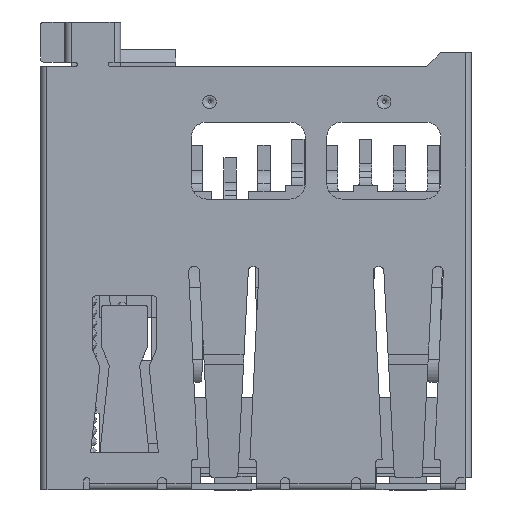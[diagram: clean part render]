
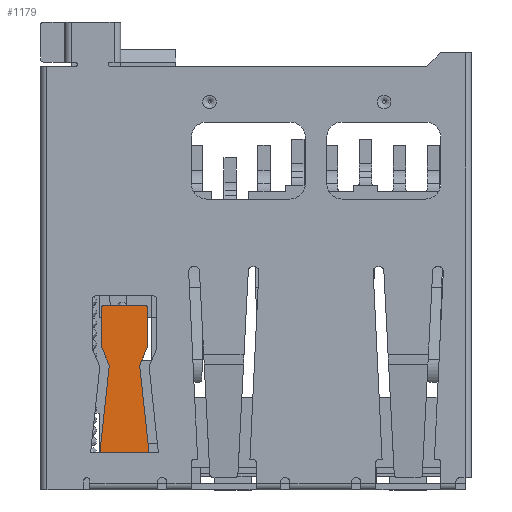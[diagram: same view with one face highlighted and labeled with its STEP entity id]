
A CAD part, top view. The second image highlights one B-rep face of the part: STEP entity #1179.
In plain terms, the highlighted face is planar.
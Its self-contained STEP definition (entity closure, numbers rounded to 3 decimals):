
#1179 = ADVANCED_FACE( '', ( #2849 ), #2850, .T. );
#2849 = FACE_OUTER_BOUND( '', #5196, .T. );
#2850 = PLANE( '', #5197 );
#5196 = EDGE_LOOP( '', ( #10398, #10399, #10400, #10401, #10402, #10403, #10404, #10405, #10406, #10407 ) );
#5197 = AXIS2_PLACEMENT_3D( '', #10408, #10409, #10410 );
#10398 = ORIENTED_EDGE( '', *, *, #17256, .T. );
#10399 = ORIENTED_EDGE( '', *, *, #17257, .T. );
#10400 = ORIENTED_EDGE( '', *, *, #17258, .T. );
#10401 = ORIENTED_EDGE( '', *, *, #17259, .T. );
#10402 = ORIENTED_EDGE( '', *, *, #17260, .T. );
#10403 = ORIENTED_EDGE( '', *, *, #17261, .T. );
#10404 = ORIENTED_EDGE( '', *, *, #17248, .T. );
#10405 = ORIENTED_EDGE( '', *, *, #17262, .F. );
#10406 = ORIENTED_EDGE( '', *, *, #17263, .T. );
#10407 = ORIENTED_EDGE( '', *, *, #16697, .T. );
#10408 = CARTESIAN_POINT( '', ( 0., -0.001, 0.097 ) );
#10409 = DIRECTION( '', ( 0., -0.017, 1. ) );
#10410 = DIRECTION( '', ( 1., 0., 0. ) );
#16697 = EDGE_CURVE( '', #19566, #19564, #19567, .T. );
#17248 = EDGE_CURVE( '', #20553, #20551, #20554, .T. );
#17256 = EDGE_CURVE( '', #19564, #20566, #20567, .T. );
#17257 = EDGE_CURVE( '', #20566, #20568, #20569, .T. );
#17258 = EDGE_CURVE( '', #20568, #20570, #20571, .T. );
#17259 = EDGE_CURVE( '', #20570, #20572, #20573, .T. );
#17260 = EDGE_CURVE( '', #20572, #20574, #20575, .T. );
#17261 = EDGE_CURVE( '', #20574, #20553, #20576, .T. );
#17262 = EDGE_CURVE( '', #20577, #20551, #20578, .T. );
#17263 = EDGE_CURVE( '', #20577, #19566, #20579, .T. );
#19564 = VERTEX_POINT( '', #23837 );
#19566 = VERTEX_POINT( '', #23840 );
#19567 = LINE( '', #23841, #23842 );
#20551 = VERTEX_POINT( '', #25242 );
#20553 = VERTEX_POINT( '', #25245 );
#20554 = LINE( '', #25246, #25247 );
#20566 = VERTEX_POINT( '', #25262 );
#20567 = LINE( '', #25263, #25264 );
#20568 = VERTEX_POINT( '', #25265 );
#20569 = CIRCLE( '', #25266, 0.1 );
#20570 = VERTEX_POINT( '', #25267 );
#20571 = LINE( '', #25268, #25269 );
#20572 = VERTEX_POINT( '', #25270 );
#20573 = CIRCLE( '', #25271, 0.1 );
#20574 = VERTEX_POINT( '', #25272 );
#20575 = LINE( '', #25273, #25274 );
#20576 = LINE( '', #25275, #25276 );
#20577 = VERTEX_POINT( '', #25277 );
#20578 = LINE( '', #25278, #25279 );
#20579 = LINE( '', #25280, #25281 );
#23837 = CARTESIAN_POINT( '', ( 3.518, 2.438, 0.14 ) );
#23840 = CARTESIAN_POINT( '', ( 3.774, 3.054, 0.15 ) );
#23841 = CARTESIAN_POINT( '', ( 3.518, 2.438, 0.14 ) );
#23842 = VECTOR( '', #29927, 1000. );
#25242 = CARTESIAN_POINT( '', ( 5.066, 5.896, 0.2 ) );
#25245 = CARTESIAN_POINT( '', ( 4.762, 3.054, 0.15 ) );
#25246 = CARTESIAN_POINT( '', ( 5.066, 5.898, 0.2 ) );
#25247 = VECTOR( '', #30537, 1000. );
#25262 = CARTESIAN_POINT( '', ( 3.518, 1.198, 0.118 ) );
#25263 = CARTESIAN_POINT( '', ( 3.518, 1.098, 0.116 ) );
#25264 = VECTOR( '', #30547, 1000. );
#25265 = CARTESIAN_POINT( '', ( 3.618, 1.098, 0.116 ) );
#25266 = AXIS2_PLACEMENT_3D( '', #30548, #30549, #30550 );
#25267 = CARTESIAN_POINT( '', ( 4.918, 1.098, 0.116 ) );
#25268 = CARTESIAN_POINT( '', ( 5.018, 1.098, 0.116 ) );
#25269 = VECTOR( '', #30551, 1000. );
#25270 = CARTESIAN_POINT( '', ( 5.018, 1.198, 0.118 ) );
#25271 = AXIS2_PLACEMENT_3D( '', #30552, #30553, #30554 );
#25272 = CARTESIAN_POINT( '', ( 5.018, 2.438, 0.14 ) );
#25273 = CARTESIAN_POINT( '', ( 5.018, 2.438, 0.14 ) );
#25274 = VECTOR( '', #30555, 1000. );
#25275 = CARTESIAN_POINT( '', ( 4.762, 3.054, 0.15 ) );
#25276 = VECTOR( '', #30556, 1000. );
#25277 = CARTESIAN_POINT( '', ( 3.47, 5.896, 0.2 ) );
#25278 = CARTESIAN_POINT( '', ( 3.47, 5.896, 0.2 ) );
#25279 = VECTOR( '', #30557, 1000. );
#25280 = CARTESIAN_POINT( '', ( 3.774, 3.054, 0.15 ) );
#25281 = VECTOR( '', #30558, 1000. );
#29927 = DIRECTION( '', ( -0.385, -0.923, -0.016 ) );
#30537 = DIRECTION( '', ( 0.107, 0.994, 0.017 ) );
#30547 = DIRECTION( '', ( 0., -1., -0.017 ) );
#30548 = CARTESIAN_POINT( '', ( 3.618, 1.198, 0.118 ) );
#30549 = DIRECTION( '', ( 0., -0.017, 1. ) );
#30550 = DIRECTION( '', ( 0., -1., -0.017 ) );
#30551 = DIRECTION( '', ( 1., 0., 0. ) );
#30552 = CARTESIAN_POINT( '', ( 4.918, 1.198, 0.118 ) );
#30553 = DIRECTION( '', ( 0., -0.017, 1. ) );
#30554 = DIRECTION( '', ( 0., -1., -0.017 ) );
#30555 = DIRECTION( '', ( 0., 1., 0.017 ) );
#30556 = DIRECTION( '', ( -0.385, 0.923, 0.016 ) );
#30557 = DIRECTION( '', ( 1., 0., 0. ) );
#30558 = DIRECTION( '', ( 0.107, -0.994, -0.017 ) );
